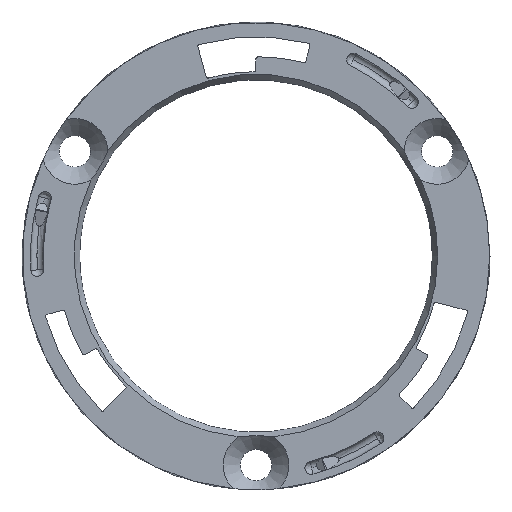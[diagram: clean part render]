
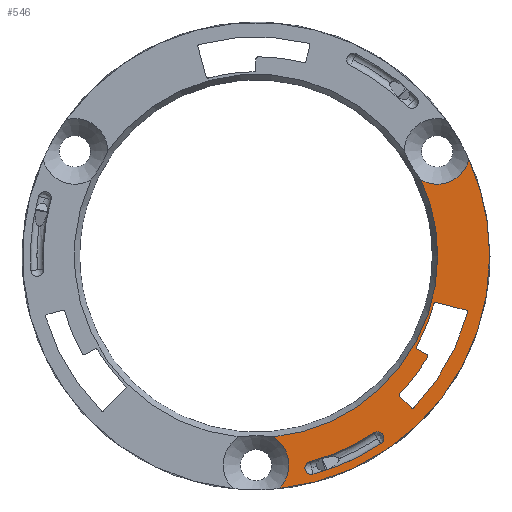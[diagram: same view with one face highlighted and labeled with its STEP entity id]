
A CAD part, top view. The second image highlights one B-rep face of the part: STEP entity #546.
In plain terms, the highlighted planar face has unit normal (0, 0, 1).
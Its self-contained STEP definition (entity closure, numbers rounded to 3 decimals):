
#546=ADVANCED_FACE('',(#1329,#1330,#1331),#1332,.T.);
#1329=FACE_BOUND('',#3109,.T.);
#1330=FACE_BOUND('',#3110,.T.);
#1331=FACE_OUTER_BOUND('',#3111,.T.);
#1332=PLANE('',#3112);
#3109=EDGE_LOOP('',(#5131,#5132,#5133,#5134));
#3110=EDGE_LOOP('',(#5135,#5136,#5137,#5138,#5139,#5140,#5141,#5142,#5143,#5144,#5145,#5146));
#3111=EDGE_LOOP('',(#5147,#5148,#5149,#5150));
#3112=AXIS2_PLACEMENT_3D('',#5151,#5152,#5153);
#5131=ORIENTED_EDGE('',*,*,#7886,.T.);
#5132=ORIENTED_EDGE('',*,*,#7972,.T.);
#5133=ORIENTED_EDGE('',*,*,#7973,.T.);
#5134=ORIENTED_EDGE('',*,*,#7974,.T.);
#5135=ORIENTED_EDGE('',*,*,#7975,.F.);
#5136=ORIENTED_EDGE('',*,*,#7659,.T.);
#5137=ORIENTED_EDGE('',*,*,#7976,.F.);
#5138=ORIENTED_EDGE('',*,*,#7666,.T.);
#5139=ORIENTED_EDGE('',*,*,#7977,.F.);
#5140=ORIENTED_EDGE('',*,*,#7798,.T.);
#5141=ORIENTED_EDGE('',*,*,#7978,.F.);
#5142=ORIENTED_EDGE('',*,*,#7732,.T.);
#5143=ORIENTED_EDGE('',*,*,#7957,.F.);
#5144=ORIENTED_EDGE('',*,*,#7737,.T.);
#5145=ORIENTED_EDGE('',*,*,#7744,.F.);
#5146=ORIENTED_EDGE('',*,*,#7979,.T.);
#5147=ORIENTED_EDGE('',*,*,#7654,.T.);
#5148=ORIENTED_EDGE('',*,*,#7840,.T.);
#5149=ORIENTED_EDGE('',*,*,#7918,.T.);
#5150=ORIENTED_EDGE('',*,*,#7834,.T.);
#5151=CARTESIAN_POINT('',(0.,0.0,2.0));
#5152=DIRECTION('',(0.0,0.0,1.0));
#5153=DIRECTION('',(1.0,0.0,0.0));
#7654=EDGE_CURVE('',#9054,#9052,#9055,.T.);
#7659=EDGE_CURVE('',#9062,#9063,#9064,.T.);
#7666=EDGE_CURVE('',#9076,#9074,#9077,.T.);
#7732=EDGE_CURVE('',#9181,#9182,#9183,.T.);
#7737=EDGE_CURVE('',#9190,#9191,#9192,.T.);
#7744=EDGE_CURVE('',#9202,#9191,#9204,.T.);
#7798=EDGE_CURVE('',#9284,#9285,#9286,.T.);
#7834=EDGE_CURVE('',#9340,#9054,#9341,.F.);
#7840=EDGE_CURVE('',#9052,#9348,#9350,.F.);
#7886=EDGE_CURVE('',#9431,#9429,#9432,.T.);
#7918=EDGE_CURVE('',#9348,#9340,#9481,.F.);
#7957=EDGE_CURVE('',#9190,#9182,#9534,.T.);
#7972=EDGE_CURVE('',#9429,#9553,#9554,.F.);
#7973=EDGE_CURVE('',#9553,#9555,#9556,.F.);
#7974=EDGE_CURVE('',#9555,#9431,#9557,.F.);
#7975=EDGE_CURVE('',#9062,#9558,#9559,.T.);
#7976=EDGE_CURVE('',#9076,#9063,#9560,.F.);
#7977=EDGE_CURVE('',#9284,#9074,#9561,.T.);
#7978=EDGE_CURVE('',#9181,#9285,#9562,.T.);
#7979=EDGE_CURVE('',#9202,#9558,#9563,.T.);
#9052=VERTEX_POINT('',#11332);
#9054=VERTEX_POINT('',#11347);
#9055=CIRCLE('',#11348,23.467);
#9062=VERTEX_POINT('',#11381);
#9063=VERTEX_POINT('',#11382);
#9064=B_SPLINE_CURVE_WITH_KNOTS('',3,(#11383,#11384,#11385,#11386,#11387,#11388),.UNSPECIFIED.,.F.,.F.,(4,2,4),(0.0,0.,0.),.UNSPECIFIED.);
#9074=VERTEX_POINT('',#11410);
#9076=VERTEX_POINT('',#11421);
#9077=B_SPLINE_CURVE_WITH_KNOTS('',3,(#11422,#11423,#11424,#11425,#11426,#11427),.UNSPECIFIED.,.F.,.F.,(4,2,4),(0.0,0.,0.),.UNSPECIFIED.);
#9181=VERTEX_POINT('',#11663);
#9182=VERTEX_POINT('',#11664);
#9183=B_SPLINE_CURVE_WITH_KNOTS('',3,(#11665,#11666,#11667,#11668,#11669,#11670),.UNSPECIFIED.,.F.,.F.,(4,2,4),(0.0,0.,0.),.UNSPECIFIED.);
#9190=VERTEX_POINT('',#11694);
#9191=VERTEX_POINT('',#11695);
#9192=B_SPLINE_CURVE_WITH_KNOTS('',3,(#11696,#11697,#11698,#11699,#11700,#11701),.UNSPECIFIED.,.F.,.F.,(4,2,4),(0.,0.,0.),.UNSPECIFIED.);
#9202=VERTEX_POINT('',#11733);
#9204=LINE('',#11741,#11742);
#9284=VERTEX_POINT('',#11927);
#9285=VERTEX_POINT('',#11928);
#9286=B_SPLINE_CURVE_WITH_KNOTS('',3,(#11929,#11930,#11931,#11932,#11933,#11934),.UNSPECIFIED.,.F.,.F.,(4,2,4),(0.0,0.,0.),.UNSPECIFIED.);
#9340=VERTEX_POINT('',#12063);
#9341=CIRCLE('',#12064,3.3);
#9348=VERTEX_POINT('',#12080);
#9350=CIRCLE('',#12091,3.3);
#9429=VERTEX_POINT('',#12214);
#9431=VERTEX_POINT('',#12216);
#9432=CIRCLE('',#12217,21.35);
#9481=CIRCLE('',#12307,18.25);
#9534=CIRCLE('',#12436,22.0);
#9553=VERTEX_POINT('',#12458);
#9554=CIRCLE('',#12459,0.65);
#9555=VERTEX_POINT('',#12460);
#9556=CIRCLE('',#12461,22.65);
#9557=CIRCLE('',#12462,0.65);
#9558=VERTEX_POINT('',#12463);
#9559=CIRCLE('',#12464,20.0);
#9560=LINE('',#12465,#12466);
#9561=CIRCLE('',#12467,18.5);
#9562=LINE('',#12468,#12469);
#9563=B_SPLINE_CURVE_WITH_KNOTS('',3,(#12470,#12471,#12472,#12473,#12474,#12475),.UNSPECIFIED.,.F.,.F.,(4,2,4),(0.0,0.,0.),.UNSPECIFIED.);
#11332=CARTESIAN_POINT('',(21.381,9.672,2.0));
#11347=CARTESIAN_POINT('',(2.314,-23.352,2.0));
#11348=AXIS2_PLACEMENT_3D('',#14243,#14244,#14245);
#11381=CARTESIAN_POINT('',(17.219,-10.174,2.0));
#11382=CARTESIAN_POINT('',(17.146,-9.9,2.0));
#11383=CARTESIAN_POINT('',(17.219,-10.174,2.0));
#11384=CARTESIAN_POINT('',(17.246,-10.129,2.0));
#11385=CARTESIAN_POINT('',(17.253,-10.073,2.0));
#11386=CARTESIAN_POINT('',(17.227,-9.971,2.0));
#11387=CARTESIAN_POINT('',(17.192,-9.926,2.0));
#11388=CARTESIAN_POINT('',(17.146,-9.9,2.0));
#11410=CARTESIAN_POINT('',(16.119,-9.078,2.0));
#11421=CARTESIAN_POINT('',(16.194,-9.349,2.0));
#11422=CARTESIAN_POINT('',(16.194,-9.349,2.0));
#11423=CARTESIAN_POINT('',(16.148,-9.323,2.0));
#11424=CARTESIAN_POINT('',(16.115,-9.279,2.0));
#11425=CARTESIAN_POINT('',(16.087,-9.179,2.0));
#11426=CARTESIAN_POINT('',(16.094,-9.124,2.0));
#11427=CARTESIAN_POINT('',(16.119,-9.078,2.0));
#11663=CARTESIAN_POINT('',(21.108,-5.446,2.0));
#11664=CARTESIAN_POINT('',(21.251,-5.691,2.0));
#11665=CARTESIAN_POINT('',(21.108,-5.446,2.0));
#11666=CARTESIAN_POINT('',(21.159,-5.459,2.0));
#11667=CARTESIAN_POINT('',(21.204,-5.493,2.0));
#11668=CARTESIAN_POINT('',(21.257,-5.584,2.0));
#11669=CARTESIAN_POINT('',(21.265,-5.64,2.0));
#11670=CARTESIAN_POINT('',(21.251,-5.691,2.0));
#11694=CARTESIAN_POINT('',(15.868,-15.238,2.0));
#11695=CARTESIAN_POINT('',(15.584,-15.242,2.0));
#11696=CARTESIAN_POINT('',(15.868,-15.238,2.));
#11697=CARTESIAN_POINT('',(15.832,-15.276,2.));
#11698=CARTESIAN_POINT('',(15.78,-15.299,2.0));
#11699=CARTESIAN_POINT('',(15.675,-15.3,2.0));
#11700=CARTESIAN_POINT('',(15.622,-15.28,2.0));
#11701=CARTESIAN_POINT('',(15.584,-15.242,2.0));
#11733=CARTESIAN_POINT('',(14.44,-14.124,2.0));
#11741=CARTESIAN_POINT('',(0.,0.,2.0));
#11742=VECTOR('',#14331,1.0);
#11927=CARTESIAN_POINT('',(17.863,-4.813,2.0));
#11928=CARTESIAN_POINT('',(18.106,-4.671,2.0));
#11929=CARTESIAN_POINT('',(17.863,-4.813,2.0));
#11930=CARTESIAN_POINT('',(17.877,-4.762,2.0));
#11931=CARTESIAN_POINT('',(17.911,-4.718,2.0));
#11932=CARTESIAN_POINT('',(18.,-4.666,2.0));
#11933=CARTESIAN_POINT('',(18.055,-4.658,2.0));
#11934=CARTESIAN_POINT('',(18.106,-4.671,2.0));
#12063=CARTESIAN_POINT('',(1.699,-18.171,2.0));
#12064=AXIS2_PLACEMENT_3D('',#14421,#14422,#14423);
#12080=CARTESIAN_POINT('',(16.586,7.614,2.0));
#12091=AXIS2_PLACEMENT_3D('',#14430,#14431,#14432);
#12214=CARTESIAN_POINT('',(11.826,-17.776,2.0));
#12216=CARTESIAN_POINT('',(5.394,-20.657,2.0));
#12217=AXIS2_PLACEMENT_3D('',#14527,#14528,#14529);
#12307=AXIS2_PLACEMENT_3D('',#14573,#14574,#14575);
#12436=AXIS2_PLACEMENT_3D('',#14615,#14616,#14617);
#12458=CARTESIAN_POINT('',(12.546,-18.858,2.0));
#12459=AXIS2_PLACEMENT_3D('',#14645,#14646,#14647);
#12460=CARTESIAN_POINT('',(5.723,-21.915,2.0));
#12461=AXIS2_PLACEMENT_3D('',#14648,#14649,#14650);
#12462=AXIS2_PLACEMENT_3D('',#14651,#14652,#14653);
#12463=CARTESIAN_POINT('',(14.436,-13.842,2.0));
#12464=AXIS2_PLACEMENT_3D('',#14654,#14655,#14656);
#12465=CARTESIAN_POINT('',(0.,0.,2.0));
#12466=VECTOR('',#14657,1.0);
#12467=AXIS2_PLACEMENT_3D('',#14658,#14659,#14660);
#12468=CARTESIAN_POINT('',(0.,0.,2.0));
#12469=VECTOR('',#14661,1.0);
#12470=CARTESIAN_POINT('',(14.44,-14.124,2.0));
#12471=CARTESIAN_POINT('',(14.403,-14.087,2.0));
#12472=CARTESIAN_POINT('',(14.381,-14.036,2.0));
#12473=CARTESIAN_POINT('',(14.379,-13.932,2.0));
#12474=CARTESIAN_POINT('',(14.4,-13.88,2.0));
#12475=CARTESIAN_POINT('',(14.436,-13.842,2.0));
#14243=CARTESIAN_POINT('',(0.,0.0,2.0));
#14244=DIRECTION('',(0.0,0.0,1.0));
#14245=DIRECTION('',(1.0,0.0,0.0));
#14331=DIRECTION('',(0.715,-0.699,0.0));
#14421=CARTESIAN_POINT('',(0.,-21.0,2.0));
#14422=DIRECTION('',(0.0,0.0,1.0));
#14423=DIRECTION('',(1.0,0.0,0.0));
#14430=CARTESIAN_POINT('',(18.187,10.5,2.0));
#14431=DIRECTION('',(0.0,0.0,1.0));
#14432=DIRECTION('',(1.0,0.0,0.0));
#14527=CARTESIAN_POINT('',(0.,0.,2.0));
#14528=DIRECTION('',(0.0,0.0,1.0));
#14529=DIRECTION('',(1.0,0.0,0.0));
#14573=CARTESIAN_POINT('',(0.,0.,2.0));
#14574=DIRECTION('',(0.0,0.0,1.0));
#14575=DIRECTION('',(1.0,0.0,0.0));
#14615=CARTESIAN_POINT('',(0.,0.,2.0));
#14616=DIRECTION('',(0.0,0.0,1.0));
#14617=DIRECTION('',(1.0,0.0,0.0));
#14645=CARTESIAN_POINT('',(12.186,-18.317,2.0));
#14646=DIRECTION('',(0.0,0.0,1.0));
#14647=DIRECTION('',(1.0,0.0,0.0));
#14648=CARTESIAN_POINT('',(0.,0.,2.0));
#14649=DIRECTION('',(0.0,0.0,1.0));
#14650=DIRECTION('',(1.0,0.0,0.0));
#14651=CARTESIAN_POINT('',(5.559,-21.286,2.0));
#14652=DIRECTION('',(0.0,0.0,1.0));
#14653=DIRECTION('',(1.0,0.0,0.0));
#14654=CARTESIAN_POINT('',(0.,0.,2.0));
#14655=DIRECTION('',(0.0,0.0,-1.0));
#14656=DIRECTION('',(1.0,0.0,0.0));
#14657=DIRECTION('',(-0.866,0.5,0.0));
#14658=CARTESIAN_POINT('',(0.,0.,2.0));
#14659=DIRECTION('',(0.0,0.0,-1.0));
#14660=DIRECTION('',(1.0,0.0,0.0));
#14661=DIRECTION('',(-0.968,0.25,0.0));
